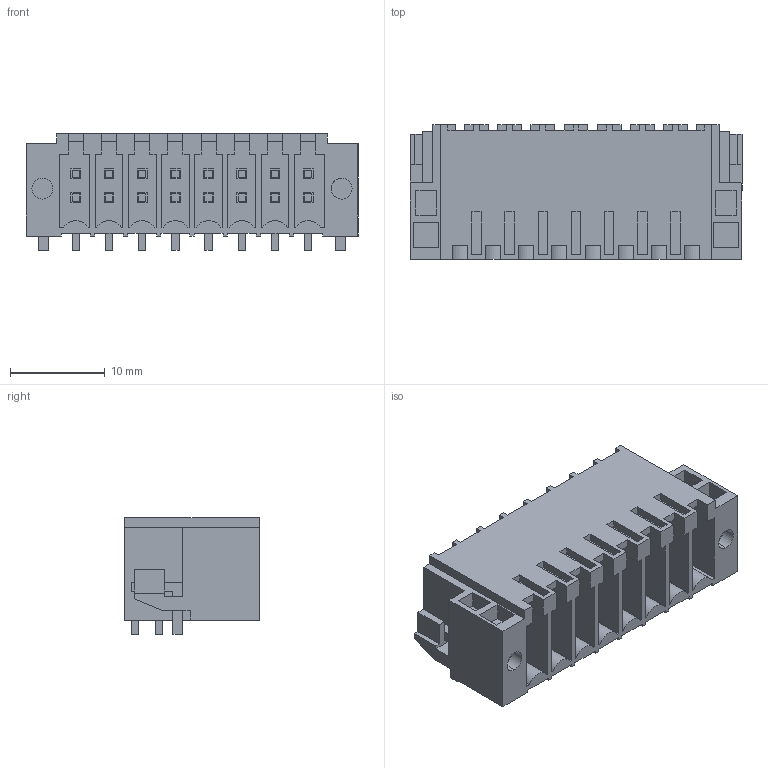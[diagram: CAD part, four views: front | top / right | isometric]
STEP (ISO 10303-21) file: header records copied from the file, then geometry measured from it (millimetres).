
FILE_DESCRIPTION(('CATIA V5 STEP Exchange','CAx-IF Rec.Pracs.--- Model Styling and Organization---1.4--- 2014-01-23'),'2;1');
FILE_NAME ('D1450678_1', '2021-06-30T09:06:52+00:00', ('none'), ('Weidmueller'), 'CATIA Version 5-6 Release 2016 SP3 HF44', 'CATIA V5 STEP AP214', 'none');
FILE_SCHEMA(('AUTOMOTIVE_DESIGN { 1 0 10303 214 1 1 1 1 }'));
Length unit declared in the file: millimetre
Products named in the file (1): 1289910000
Bounding box: 35 x 14.2 x 12.3 mm (x, y, z)
Volume: 2757.7 mm3; surface area: 5722.3 mm2
Topology: 19 solids, 19 shells, 684 faces, 1920 edges, 1291 vertices
Faces by surface type: plane 664, cylinder 20
Entity records: 20143 total; most frequent: ORIENTED_EDGE 3840, CARTESIAN_POINT 3679, DIRECTION 2623, EDGE_CURVE 1920, VECTOR 1878, LINE 1878, VERTEX_POINT 1291, EDGE_LOOP 737
